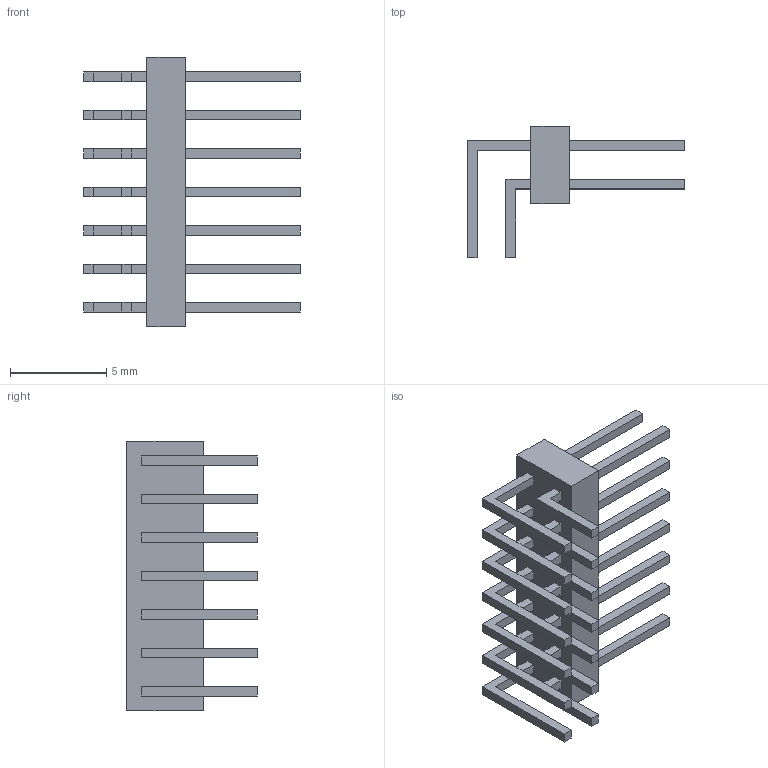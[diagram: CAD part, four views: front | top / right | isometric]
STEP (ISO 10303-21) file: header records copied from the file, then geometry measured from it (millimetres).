
FILE_DESCRIPTION(('FreeCAD Model'),'2;1');
FILE_NAME('Open CASCADE Shape Model','2025-03-07T09:50:22',(''),(''), 'Open CASCADE STEP processor 7.8','FreeCAD','Unknown');
FILE_SCHEMA(('AUTOMOTIVE_DESIGN { 1 0 10303 214 1 1 1 1 }'));
Length unit declared in the file: millimetre
Products named in the file (1): LinearPattern
Bounding box: 11.3 x 6.8 x 14.01 mm (x, y, z)
Volume: 157.1 mm3; surface area: 543.9 mm2
Topology: 1 solids, 1 shells, 174 faces, 432 edges, 288 vertices
Faces by surface type: plane 174
Entity records: 5078 total; most frequent: CARTESIAN_POINT 895, ORIENTED_EDGE 864, DIRECTION 782, EDGE_CURVE 432, LINE 432, VECTOR 432, VERTEX_POINT 288, FACE_BOUND 202
